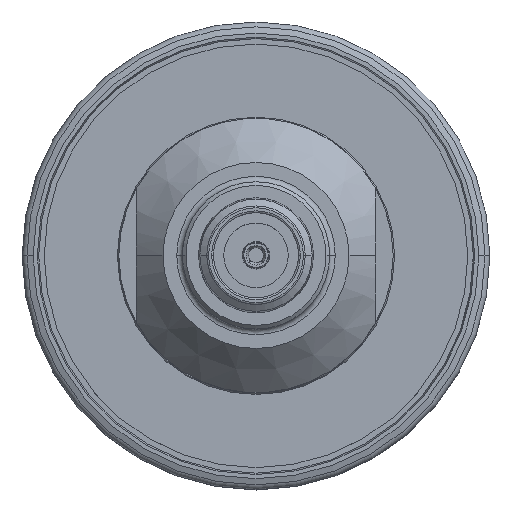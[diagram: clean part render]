
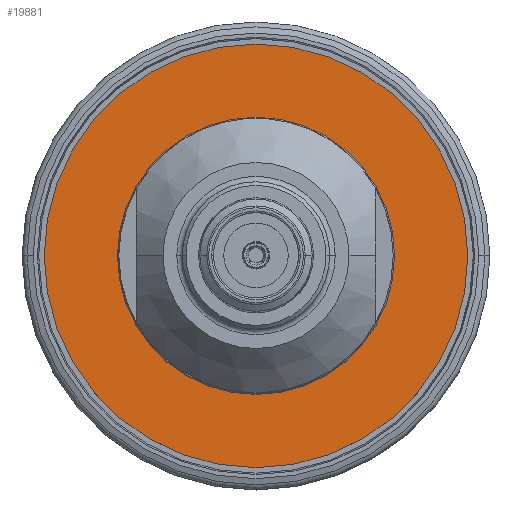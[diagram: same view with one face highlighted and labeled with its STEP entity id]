
A CAD part, top view. The second image highlights one B-rep face of the part: STEP entity #19881.
In plain terms, the highlighted planar face has unit normal (0, 0, 1).
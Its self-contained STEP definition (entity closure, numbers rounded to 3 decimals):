
#786 = CARTESIAN_POINT ( 'NONE',  ( 0., 0., -20.23 ) ) ;
#831 = CARTESIAN_POINT ( 'NONE',  ( 0., -7.525, -20.23 ) ) ;
#976 = DIRECTION ( 'NONE',  ( 0., 0., -1. ) ) ;
#1049 = CARTESIAN_POINT ( 'NONE',  ( 0., 0., -20.23 ) ) ;
#1323 = CARTESIAN_POINT ( 'NONE',  ( 11.5, 0., -20.23 ) ) ;
#1478 = AXIS2_PLACEMENT_3D ( 'NONE', #15264, #17003, #16871 ) ;
#1534 = ORIENTED_EDGE ( 'NONE', *, *, #10128, .F. ) ;
#2398 = AXIS2_PLACEMENT_3D ( 'NONE', #831, #976, #7098 ) ;
#2782 = CARTESIAN_POINT ( 'NONE',  ( -7.525, 0., -20.23 ) ) ;
#3789 = CIRCLE ( 'NONE', #19464, 11.5 ) ;
#3924 = DIRECTION ( 'NONE',  ( -1., 0., 0. ) ) ;
#5052 = VERTEX_POINT ( 'NONE', #1323 ) ;
#5305 = CARTESIAN_POINT ( 'NONE',  ( 0., 0., -20.23 ) ) ;
#5486 = CIRCLE ( 'NONE', #7027, 7.525 ) ;
#5759 = EDGE_LOOP ( 'NONE', ( #6149, #9901 ) ) ;
#5858 = EDGE_CURVE ( 'NONE', #9685, #5052, #10235, .T. ) ;
#6149 = ORIENTED_EDGE ( 'NONE', *, *, #5858, .T. ) ;
#6779 = CARTESIAN_POINT ( 'NONE',  ( -11.5, 0., -20.23 ) ) ;
#6889 = AXIS2_PLACEMENT_3D ( 'NONE', #786, #10417, #19497 ) ;
#7027 = AXIS2_PLACEMENT_3D ( 'NONE', #5305, #13474, #8666 ) ;
#7098 = DIRECTION ( 'NONE',  ( 1., 0., 0. ) ) ;
#7338 = VERTEX_POINT ( 'NONE', #2782 ) ;
#7656 = ORIENTED_EDGE ( 'NONE', *, *, #19701, .F. ) ;
#8039 = CIRCLE ( 'NONE', #1478, 7.525 ) ;
#8666 = DIRECTION ( 'NONE',  ( -1., 0., 0. ) ) ;
#9685 = VERTEX_POINT ( 'NONE', #6779 ) ;
#9901 = ORIENTED_EDGE ( 'NONE', *, *, #11753, .T. ) ;
#10128 = EDGE_CURVE ( 'NONE', #7338, #12496, #8039, .T. ) ;
#10235 = CIRCLE ( 'NONE', #6889, 11.5 ) ;
#10417 = DIRECTION ( 'NONE',  ( 0., 0., 1. ) ) ;
#10467 = CARTESIAN_POINT ( 'NONE',  ( 7.525, 0., -20.23 ) ) ;
#11753 = EDGE_CURVE ( 'NONE', #5052, #9685, #3789, .T. ) ;
#12294 = FACE_BOUND ( 'NONE', #14972, .T. ) ;
#12496 = VERTEX_POINT ( 'NONE', #10467 ) ;
#13474 = DIRECTION ( 'NONE',  ( 0., 0., 1. ) ) ;
#14972 = EDGE_LOOP ( 'NONE', ( #1534, #7656 ) ) ;
#15264 = CARTESIAN_POINT ( 'NONE',  ( 0., 0., -20.23 ) ) ;
#16528 = PLANE ( 'NONE',  #2398 ) ;
#16871 = DIRECTION ( 'NONE',  ( -1., 0., 0. ) ) ;
#16964 = FACE_OUTER_BOUND ( 'NONE', #5759, .T. ) ;
#17003 = DIRECTION ( 'NONE',  ( 0., 0., 1. ) ) ;
#18033 = DIRECTION ( 'NONE',  ( 0., 0., 1. ) ) ;
#19464 = AXIS2_PLACEMENT_3D ( 'NONE', #1049, #18033, #3924 ) ;
#19497 = DIRECTION ( 'NONE',  ( -1., 0., 0. ) ) ;
#19701 = EDGE_CURVE ( 'NONE', #12496, #7338, #5486, .T. ) ;
#19881 = ADVANCED_FACE ( 'NONE', ( #12294, #16964 ), #16528, .F. ) ;
